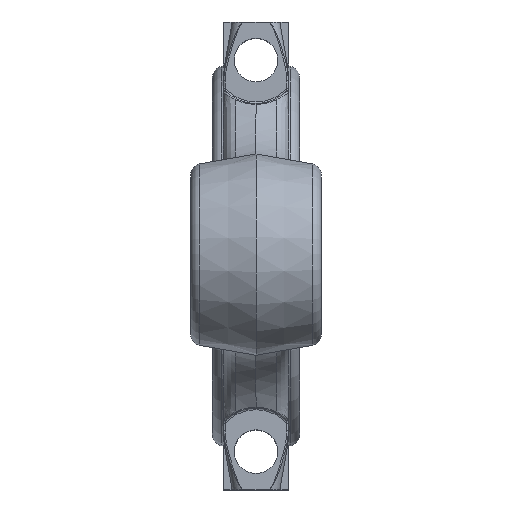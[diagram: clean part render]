
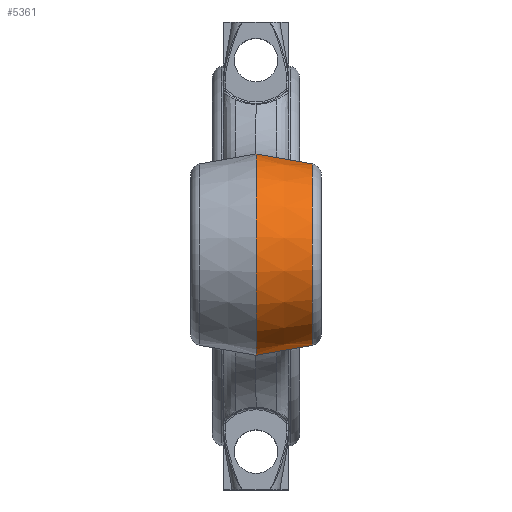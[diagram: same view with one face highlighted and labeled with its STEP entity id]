
A CAD part, top view. The second image highlights one B-rep face of the part: STEP entity #5361.
In plain terms, the highlighted conical face has half-angle 10 degrees and reference radius 18.5 mm.
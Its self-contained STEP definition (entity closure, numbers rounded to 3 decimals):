
#4323=CARTESIAN_POINT('Vertex',(0.,18.5,162.)) ;
#4326=CARTESIAN_POINT('Line Origine',(6.,17.442,162.)) ;
#4330=CARTESIAN_POINT('Vertex',(10.347,16.675,162.)) ;
#4337=CARTESIAN_POINT('Vertex',(10.347,-16.675,162.)) ;
#4340=CARTESIAN_POINT('Line Origine',(6.,-17.442,162.)) ;
#4344=CARTESIAN_POINT('Vertex',(0.,-18.5,162.)) ;
#5340=CARTESIAN_POINT('Axis2P3D Location',(0.,0.,162.)) ;
#5345=CARTESIAN_POINT('Axis2P3D Location',(10.347,0.,162.)) ;
#5350=CARTESIAN_POINT('Axis2P3D Location',(0.,0.,162.)) ;
#4327=DIRECTION('Vector Direction',(-0.985,0.174,0.)) ;
#4341=DIRECTION('Vector Direction',(-0.985,-0.174,0.)) ;
#5341=DIRECTION('Axis2P3D Direction',(-1.,-0.,-0.)) ;
#5342=DIRECTION('Axis2P3D XDirection',(0.,1.,0.)) ;
#5346=DIRECTION('Axis2P3D Direction',(1.,0.,0.)) ;
#5351=DIRECTION('Axis2P3D Direction',(1.,0.,0.)) ;
#5343=AXIS2_PLACEMENT_3D('Cone Axis2P3D',#5340,#5341,#5342) ;
#5347=AXIS2_PLACEMENT_3D('Circle Axis2P3D',#5345,#5346,$) ;
#5352=AXIS2_PLACEMENT_3D('Circle Axis2P3D',#5350,#5351,$) ;
#5356=ORIENTED_EDGE('',*,*,#5349,.F.) ;
#5357=ORIENTED_EDGE('',*,*,#4332,.F.) ;
#5358=ORIENTED_EDGE('',*,*,#5354,.F.) ;
#5359=ORIENTED_EDGE('',*,*,#4346,.T.) ;
#4328=VECTOR('Line Direction',#4327,1.) ;
#4342=VECTOR('Line Direction',#4341,1.) ;
#5361=ADVANCED_FACE('Body.2',(#5360),#5344,.T.) ;
#5348=CIRCLE('generated circle',#5347,16.675) ;
#5353=CIRCLE('generated circle',#5352,18.5) ;
#5344=CONICAL_SURFACE('Cone',#5343,18.5,0.175) ;
#4332=EDGE_CURVE('',#4324,#4331,#4329,.F.) ;
#4346=EDGE_CURVE('',#4345,#4338,#4343,.F.) ;
#5349=EDGE_CURVE('',#4331,#4338,#5348,.T.) ;
#5354=EDGE_CURVE('',#4345,#4324,#5353,.F.) ;
#5355=EDGE_LOOP('',(#5356,#5357,#5358,#5359)) ;
#5360=FACE_OUTER_BOUND('',#5355,.T.) ;
#4329=LINE('Line',#4326,#4328) ;
#4343=LINE('Line',#4340,#4342) ;
#4324=VERTEX_POINT('',#4323) ;
#4331=VERTEX_POINT('',#4330) ;
#4338=VERTEX_POINT('',#4337) ;
#4345=VERTEX_POINT('',#4344) ;
